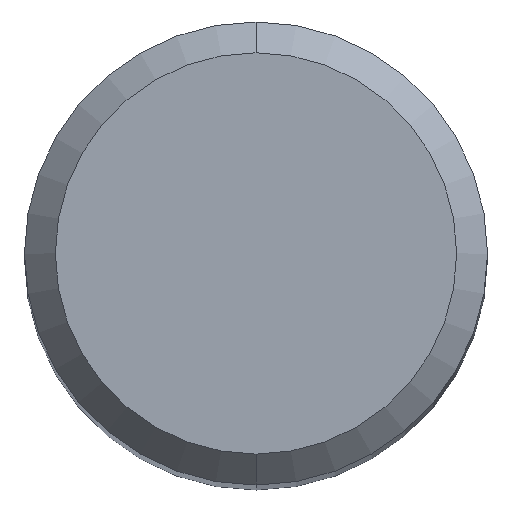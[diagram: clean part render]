
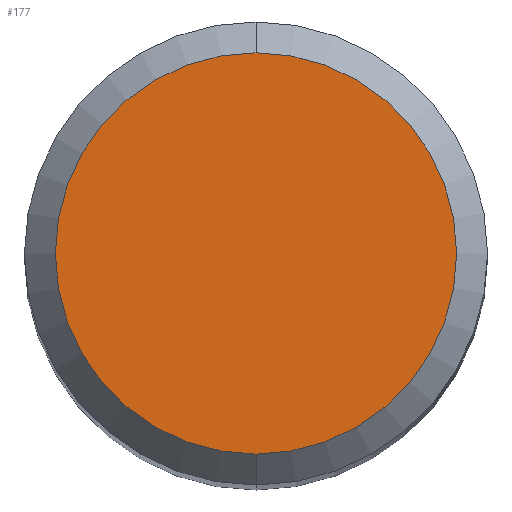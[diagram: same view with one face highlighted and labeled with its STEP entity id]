
A CAD part, top view. The second image highlights one B-rep face of the part: STEP entity #177.
In plain terms, the highlighted planar face has unit normal (0, 0, 1).
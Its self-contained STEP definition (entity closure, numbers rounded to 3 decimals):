
#173=VERTEX_POINT('',#465);
#177=ADVANCED_FACE('',(#469),#470,.T.);
#275=EDGE_CURVE('',#173,#325,#580,.T.);
#325=VERTEX_POINT('',#635);
#395=EDGE_CURVE('',#325,#173,#711,.T.);
#465=CARTESIAN_POINT('',(0.,-2.6,0.0));
#469=FACE_OUTER_BOUND('',#809,.T.);
#470=PLANE('',#810);
#580=CIRCLE('',#983,2.6);
#635=CARTESIAN_POINT('',(0.0,2.6,0.0));
#711=CIRCLE('',#1255,2.6);
#809=EDGE_LOOP('',(#1397,#1398));
#810=AXIS2_PLACEMENT_3D('',#1399,#1400,#1401);
#983=AXIS2_PLACEMENT_3D('',#1550,#1551,#1552);
#1255=AXIS2_PLACEMENT_3D('',#1676,#1677,#1678);
#1397=ORIENTED_EDGE('',*,*,#395,.F.);
#1398=ORIENTED_EDGE('',*,*,#275,.F.);
#1399=CARTESIAN_POINT('',(0.0,1.3,0.0));
#1400=DIRECTION('',(-0.0,0.0,1.0));
#1401=DIRECTION('',(0.0,-1.0,0.0));
#1550=CARTESIAN_POINT('',(0.0,0.0,0.0));
#1551=DIRECTION('',(0.0,0.0,-1.0));
#1552=DIRECTION('',(0.0,1.0,0.0));
#1676=CARTESIAN_POINT('',(0.0,0.0,0.0));
#1677=DIRECTION('',(0.0,0.0,-1.0));
#1678=DIRECTION('',(0.0,1.0,0.0));
